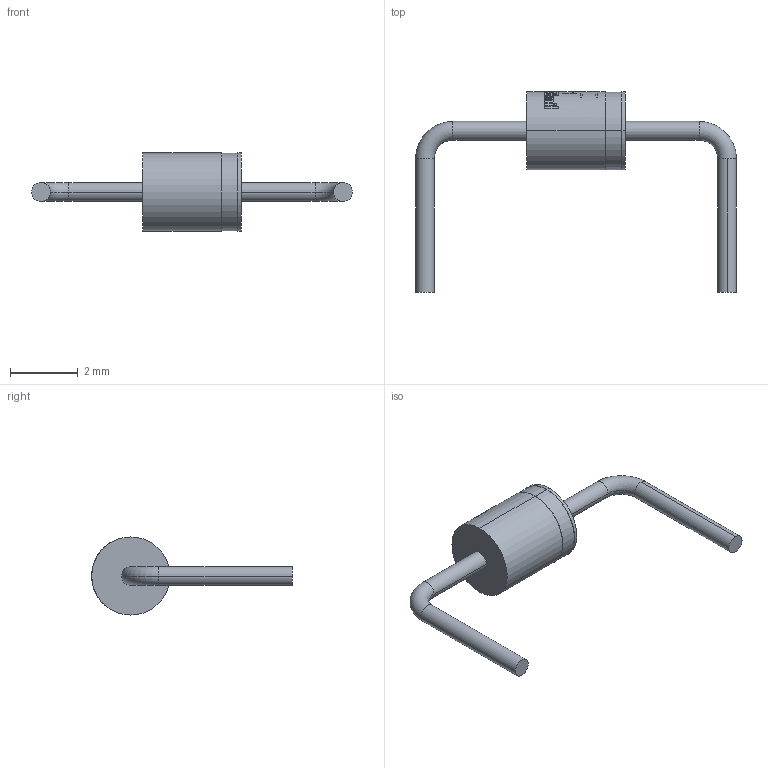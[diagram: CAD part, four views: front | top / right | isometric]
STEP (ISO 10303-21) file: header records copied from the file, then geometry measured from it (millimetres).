
FILE_DESCRIPTION (( 'STEP AP214' ), '1' );
FILE_NAME ('R-1_Min_350mil_rev1.0.STEP', '2023-03-16T22:57:47', ( '' ), ( '' ), 'SwSTEP 2.0', 'SolidWorks 2020', '' );
FILE_SCHEMA (( 'AUTOMOTIVE_DESIGN' ));
Length unit declared in the file: millimetre
Products named in the file (1): R-1_Min_350mil_rev1.0
Bounding box: 9.44 x 5.9 x 2.3 mm (x, y, z)
Volume: 15.5 mm3; surface area: 54.9 mm2
Topology: 1 solids, 1 shells, 46 faces, 236 edges, 218 vertices
Faces by surface type: cylinder 36, plane 6, torus 4
Entity records: 3253 total; most frequent: CARTESIAN_POINT 718, ORIENTED_EDGE 472, DIRECTION 369, EDGE_CURVE 236, VERTEX_POINT 218, AXIS2_PLACEMENT_3D 145, CIRCLE 98, LINE 79
